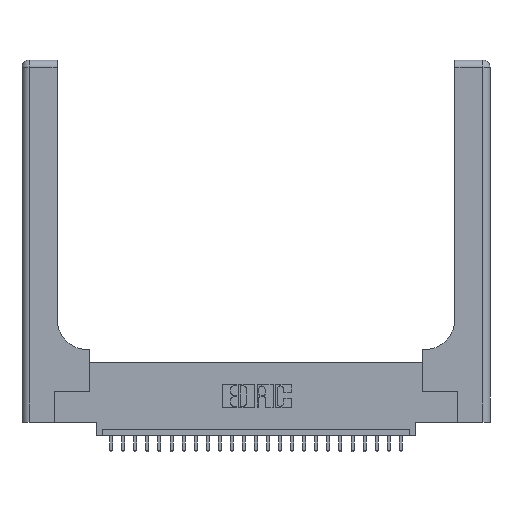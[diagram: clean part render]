
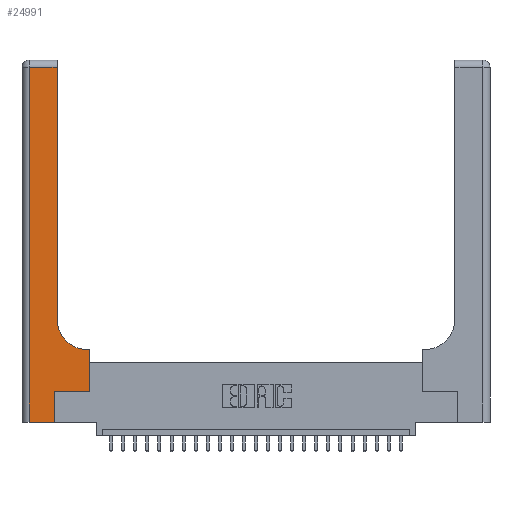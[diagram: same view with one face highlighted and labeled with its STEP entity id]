
A CAD part, top view. The second image highlights one B-rep face of the part: STEP entity #24991.
In plain terms, the highlighted planar face has unit normal (0, 0, 1).
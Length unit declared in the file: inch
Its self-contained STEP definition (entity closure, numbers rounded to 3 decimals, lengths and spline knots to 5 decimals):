
#173 = CARTESIAN_POINT ( 'NONE',  ( 0.06, 0., 0.37 ) ) ;
#289 = LINE ( 'NONE', #16158, #6106 ) ;
#329 = EDGE_CURVE ( 'NONE', #22983, #11216, #766, .T. ) ;
#766 = LINE ( 'NONE', #5786, #5613 ) ;
#2080 = LINE ( 'NONE', #23746, #21904 ) ;
#2083 = CARTESIAN_POINT ( 'NONE',  ( 0.06, 2.94, 0.37 ) ) ;
#3429 = CARTESIAN_POINT ( 'NONE',  ( 0.269, 0.25, 0.37 ) ) ;
#3481 = ORIENTED_EDGE ( 'NONE', *, *, #17003, .T. ) ;
#3761 = VERTEX_POINT ( 'NONE', #9633 ) ;
#4266 = ORIENTED_EDGE ( 'NONE', *, *, #19490, .T. ) ;
#4353 = VERTEX_POINT ( 'NONE', #12364 ) ;
#4937 = DIRECTION ( 'NONE',  ( 1., 0., 0. ) ) ;
#5613 = VECTOR ( 'NONE', #21922, 39.37008 ) ;
#5786 = CARTESIAN_POINT ( 'NONE',  ( 0., 2.94, 0.37 ) ) ;
#6011 = DIRECTION ( 'NONE',  ( 0., 1., 0. ) ) ;
#6106 = VECTOR ( 'NONE', #15881, 39.37008 ) ;
#6490 = ORIENTED_EDGE ( 'NONE', *, *, #14337, .T. ) ;
#6810 = ORIENTED_EDGE ( 'NONE', *, *, #18865, .T. ) ;
#6812 = CARTESIAN_POINT ( 'NONE',  ( 0.5415, 0.6, 0.37 ) ) ;
#7060 = VECTOR ( 'NONE', #6011, 39.37008 ) ;
#7195 = CARTESIAN_POINT ( 'NONE',  ( 0.5415, 0.85, 0.37 ) ) ;
#7483 = EDGE_CURVE ( 'NONE', #3761, #14271, #21716, .T. ) ;
#8197 = CIRCLE ( 'NONE', #16984, 0.25 ) ;
#8296 = CARTESIAN_POINT ( 'NONE',  ( 0., 3., 0.37 ) ) ;
#8550 = DIRECTION ( 'NONE',  ( -1., 0., 0. ) ) ;
#8597 = CARTESIAN_POINT ( 'NONE',  ( 0.06, 3., 0.37 ) ) ;
#9511 = DIRECTION ( 'NONE',  ( -1., 0., 0. ) ) ;
#9633 = CARTESIAN_POINT ( 'NONE',  ( 0.5585, 0.6, 0.37 ) ) ;
#9880 = ORIENTED_EDGE ( 'NONE', *, *, #16645, .T. ) ;
#9948 = VECTOR ( 'NONE', #9511, 39.37008 ) ;
#10269 = LINE ( 'NONE', #12174, #7060 ) ;
#10523 = EDGE_CURVE ( 'NONE', #22565, #3761, #2080, .T. ) ;
#11012 = FACE_OUTER_BOUND ( 'NONE', #18288, .T. ) ;
#11214 = VERTEX_POINT ( 'NONE', #173 ) ;
#11216 = VERTEX_POINT ( 'NONE', #2083 ) ;
#11595 = ORIENTED_EDGE ( 'NONE', *, *, #19524, .T. ) ;
#11688 = DIRECTION ( 'NONE',  ( 1., 0., 0. ) ) ;
#12174 = CARTESIAN_POINT ( 'NONE',  ( 0.269, 0., 0.37 ) ) ;
#12364 = CARTESIAN_POINT ( 'NONE',  ( 0.269, 0.25, 0.37 ) ) ;
#12370 = DIRECTION ( 'NONE',  ( 0., 0., -1. ) ) ;
#14052 = CARTESIAN_POINT ( 'NONE',  ( 0.2915, 3., 0.37 ) ) ;
#14271 = VERTEX_POINT ( 'NONE', #6812 ) ;
#14337 = EDGE_CURVE ( 'NONE', #11216, #11214, #25531, .T. ) ;
#14581 = ORIENTED_EDGE ( 'NONE', *, *, #329, .T. ) ;
#15446 = ORIENTED_EDGE ( 'NONE', *, *, #10523, .T. ) ;
#15672 = DIRECTION ( 'NONE',  ( 0., 1., 0. ) ) ;
#15881 = DIRECTION ( 'NONE',  ( 1., 0., 0. ) ) ;
#16019 = CARTESIAN_POINT ( 'NONE',  ( 0.5585, 0.25, 0.37 ) ) ;
#16029 = DIRECTION ( 'NONE',  ( 0., 1., 0. ) ) ;
#16158 = CARTESIAN_POINT ( 'NONE',  ( 0., 0., 0.37 ) ) ;
#16645 = EDGE_CURVE ( 'NONE', #4353, #22565, #22819, .T. ) ;
#16984 = AXIS2_PLACEMENT_3D ( 'NONE', #7195, #23460, #4937 ) ;
#17003 = EDGE_CURVE ( 'NONE', #14271, #21081, #8197, .T. ) ;
#17072 = DIRECTION ( 'NONE',  ( 0., -1., 0. ) ) ;
#17449 = VECTOR ( 'NONE', #11688, 39.37008 ) ;
#18078 = CARTESIAN_POINT ( 'NONE',  ( 0.2915, 0.85, 0.37 ) ) ;
#18288 = EDGE_LOOP ( 'NONE', ( #11595, #14581, #6490, #6810, #4266, #9880, #15446, #18764, #3481 ) ) ;
#18764 = ORIENTED_EDGE ( 'NONE', *, *, #7483, .T. ) ;
#18865 = EDGE_CURVE ( 'NONE', #11214, #22606, #289, .T. ) ;
#19159 = VECTOR ( 'NONE', #16029, 39.37008 ) ;
#19490 = EDGE_CURVE ( 'NONE', #22606, #4353, #10269, .T. ) ;
#19524 = EDGE_CURVE ( 'NONE', #21081, #22983, #24539, .T. ) ;
#20717 = PLANE ( 'NONE',  #24373 ) ;
#21081 = VERTEX_POINT ( 'NONE', #18078 ) ;
#21258 = CARTESIAN_POINT ( 'NONE',  ( 0.2915, 0.6, 0.37 ) ) ;
#21716 = LINE ( 'NONE', #21258, #9948 ) ;
#21904 = VECTOR ( 'NONE', #15672, 39.37008 ) ;
#21922 = DIRECTION ( 'NONE',  ( -1., 0., 0. ) ) ;
#22565 = VERTEX_POINT ( 'NONE', #16019 ) ;
#22606 = VERTEX_POINT ( 'NONE', #24502 ) ;
#22819 = LINE ( 'NONE', #3429, #17449 ) ;
#22983 = VERTEX_POINT ( 'NONE', #25900 ) ;
#23460 = DIRECTION ( 'NONE',  ( 0., 0., -1. ) ) ;
#23746 = CARTESIAN_POINT ( 'NONE',  ( 0.5585, 0.25, 0.37 ) ) ;
#24373 = AXIS2_PLACEMENT_3D ( 'NONE', #8296, #12370, #8550 ) ;
#24502 = CARTESIAN_POINT ( 'NONE',  ( 0.269, 0., 0.37 ) ) ;
#24539 = LINE ( 'NONE', #14052, #19159 ) ;
#24991 = ADVANCED_FACE ( 'NONE', ( #11012 ), #20717, .F. ) ;
#25531 = LINE ( 'NONE', #8597, #26168 ) ;
#25900 = CARTESIAN_POINT ( 'NONE',  ( 0.2915, 2.94, 0.37 ) ) ;
#26168 = VECTOR ( 'NONE', #17072, 39.37008 ) ;
